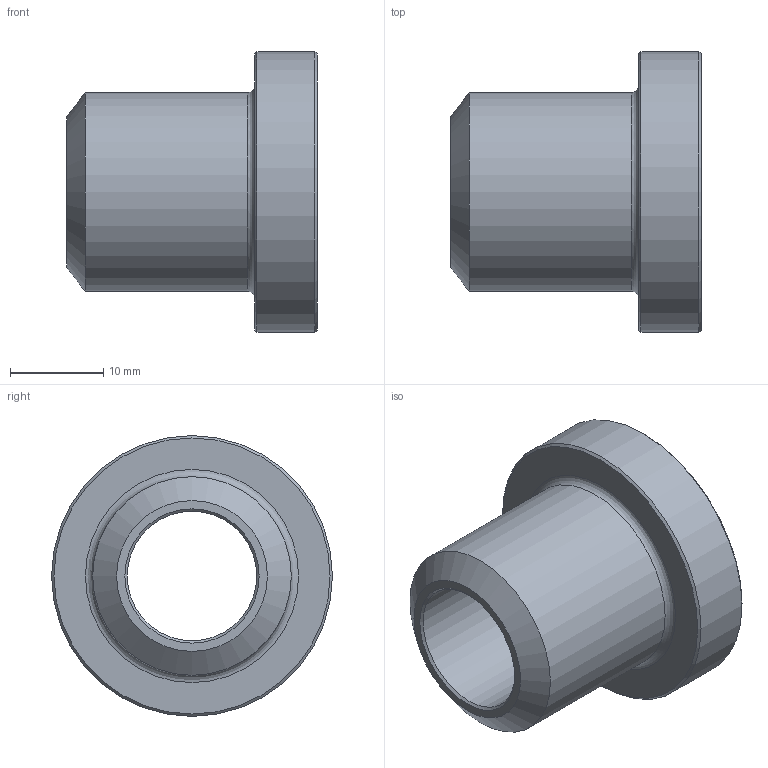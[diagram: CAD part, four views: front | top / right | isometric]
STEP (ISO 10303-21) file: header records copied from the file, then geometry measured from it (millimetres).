
FILE_DESCRIPTION((''),'2;1');
FILE_NAME('8P-8BWSF-80_Rev6.stp','2009-09-25T11:54:45',('tjones'),(''),'Autodesk Inventor 2009','Autodesk Inventor 2009','');
FILE_SCHEMA(('AUTOMOTIVE_DESIGN { 1 0 10303 214 1 1 1 1 }'));
Length unit declared in the file: inch
Products named in the file (1): BWSF-80
Bounding box: 26.92 x 30.18 x 30.18 mm (x, y, z)
Volume: 7039.1 mm3; surface area: 4493.7 mm2
Topology: 1 solids, 1 shells, 20 faces, 35 edges, 20 vertices
Faces by surface type: cone 7, plane 5, cylinder 5, bspline 3
Full cylindrical faces by diameter (mm): 13.919 x1, 17.526 x1, 21.336 x1, 25.4 x1, 30.175 x1
Entity records: 556 total; most frequent: CARTESIAN_POINT 193, DIRECTION 76, ORIENTED_EDGE 40, EDGE_LOOP 40, AXIS2_PLACEMENT_3D 38, VERTEX_POINT 20, CIRCLE 20, EDGE_CURVE 20
